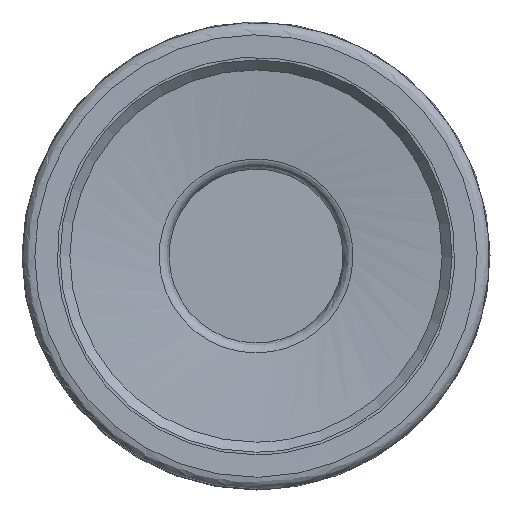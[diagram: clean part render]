
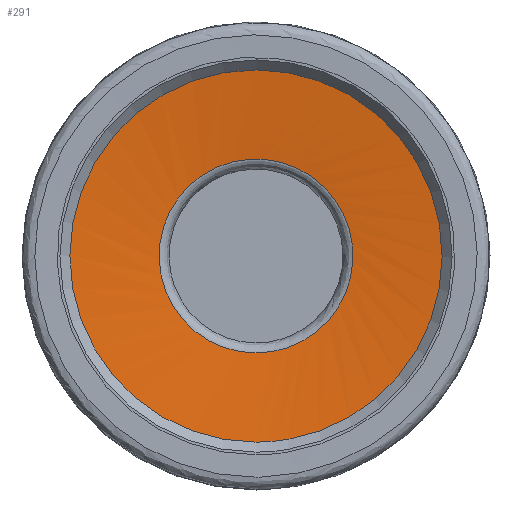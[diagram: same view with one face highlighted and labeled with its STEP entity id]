
A CAD part, left-side view. The second image highlights one B-rep face of the part: STEP entity #291.
In plain terms, the highlighted face is a revolution surface.
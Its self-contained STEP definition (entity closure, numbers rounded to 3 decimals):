
#27=B_SPLINE_CURVE_WITH_KNOTS('',3,(#759,#760,#761,#762),.UNSPECIFIED.,
 .F.,.F.,(4,4),(0.,1.),.UNSPECIFIED.);
#43=SURFACE_OF_REVOLUTION('',#27,#57);
#57=AXIS1_PLACEMENT('',#763,#639);
#259=FACE_BOUND('',#348,.T.);
#260=FACE_BOUND('',#349,.T.);
#291=ADVANCED_FACE('',(#259,#260),#43,.T.);
#348=EDGE_LOOP('',(#404));
#349=EDGE_LOOP('',(#405));
#404=ORIENTED_EDGE('',*,*,#464,.F.);
#405=ORIENTED_EDGE('',*,*,#463,.T.);
#435=VERTEX_POINT('',#751);
#436=VERTEX_POINT('',#758);
#463=EDGE_CURVE('',#435,#435,#491,.T.);
#464=EDGE_CURVE('',#436,#436,#492,.T.);
#491=CIRCLE('',#535,3.737);
#492=CIRCLE('',#536,7.175);
#535=AXIS2_PLACEMENT_3D('',#750,#634,#635);
#536=AXIS2_PLACEMENT_3D('',#757,#637,#638);
#634=DIRECTION('',(1.,0.,0.));
#635=DIRECTION('',(0.,0.,-1.));
#637=DIRECTION('',(1.,0.,0.));
#638=DIRECTION('',(0.,0.,-1.));
#639=DIRECTION('',(1.,0.,0.));
#750=CARTESIAN_POINT('',(0.836,0.,0.));
#751=CARTESIAN_POINT('',(0.836,0.,-3.737));
#757=CARTESIAN_POINT('',(0.454,0.,0.));
#758=CARTESIAN_POINT('',(0.454,0.,-7.175));
#759=CARTESIAN_POINT('',(0.836,-3.468,1.392));
#760=CARTESIAN_POINT('',(0.71,-4.699,1.075));
#761=CARTESIAN_POINT('',(0.582,-5.93,0.76));
#762=CARTESIAN_POINT('',(0.454,-7.161,0.444));
#763=CARTESIAN_POINT('',(30.,0.,0.));
